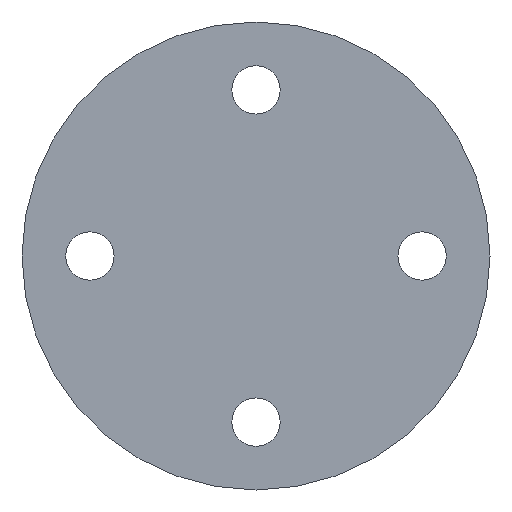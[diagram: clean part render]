
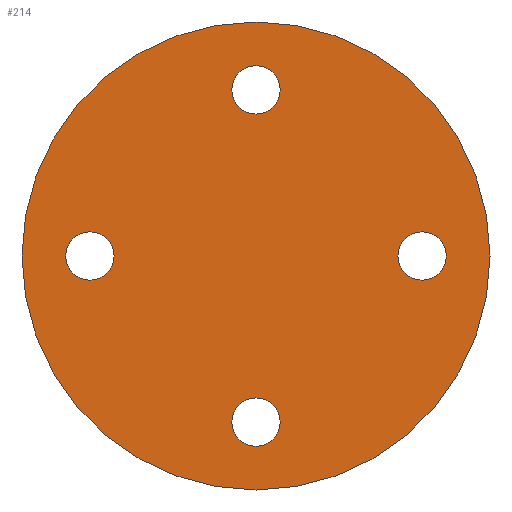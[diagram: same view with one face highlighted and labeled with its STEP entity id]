
A CAD part, left-side view. The second image highlights one B-rep face of the part: STEP entity #214.
In plain terms, the highlighted planar face has unit normal (-1, 0, 0).
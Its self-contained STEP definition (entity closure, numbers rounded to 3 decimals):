
#20=FACE_BOUND('',#64,.T.);
#21=FACE_BOUND('',#65,.T.);
#22=FACE_BOUND('',#66,.T.);
#23=FACE_BOUND('',#67,.T.);
#26=PLANE('',#266);
#45=FACE_OUTER_BOUND('',#63,.T.);
#63=EDGE_LOOP('',(#193));
#64=EDGE_LOOP('',(#194));
#65=EDGE_LOOP('',(#195));
#66=EDGE_LOOP('',(#196));
#67=EDGE_LOOP('',(#197));
#90=CIRCLE('',#242,1.6);
#93=CIRCLE('',#247,1.6);
#96=CIRCLE('',#252,1.6);
#99=CIRCLE('',#257,1.6);
#103=CIRCLE('',#264,15.5);
#106=VERTEX_POINT('',#345);
#109=VERTEX_POINT('',#355);
#112=VERTEX_POINT('',#365);
#115=VERTEX_POINT('',#375);
#119=VERTEX_POINT('',#388);
#124=EDGE_CURVE('',#106,#106,#90,.T.);
#129=EDGE_CURVE('',#109,#109,#93,.T.);
#134=EDGE_CURVE('',#112,#112,#96,.T.);
#139=EDGE_CURVE('',#115,#115,#99,.T.);
#145=EDGE_CURVE('',#119,#119,#103,.T.);
#193=ORIENTED_EDGE('',*,*,#145,.F.);
#194=ORIENTED_EDGE('',*,*,#124,.T.);
#195=ORIENTED_EDGE('',*,*,#129,.T.);
#196=ORIENTED_EDGE('',*,*,#134,.T.);
#197=ORIENTED_EDGE('',*,*,#139,.T.);
#214=ADVANCED_FACE('',(#45,#20,#21,#22,#23),#26,.F.);
#242=AXIS2_PLACEMENT_3D('',#347,#279,#280);
#247=AXIS2_PLACEMENT_3D('',#357,#291,#292);
#252=AXIS2_PLACEMENT_3D('',#367,#303,#304);
#257=AXIS2_PLACEMENT_3D('',#377,#315,#316);
#264=AXIS2_PLACEMENT_3D('',#390,#331,#332);
#266=AXIS2_PLACEMENT_3D('',#392,#335,#336);
#279=DIRECTION('center_axis',(1.,0.,0.));
#280=DIRECTION('ref_axis',(0.,-1.,0.));
#291=DIRECTION('center_axis',(1.,0.,0.));
#292=DIRECTION('ref_axis',(0.,0.,1.));
#303=DIRECTION('center_axis',(1.,0.,0.));
#304=DIRECTION('ref_axis',(0.,1.,0.));
#315=DIRECTION('center_axis',(1.,0.,0.));
#316=DIRECTION('ref_axis',(0.,0.,-1.));
#331=DIRECTION('center_axis',(1.,0.,0.));
#332=DIRECTION('ref_axis',(0.,1.,0.));
#335=DIRECTION('center_axis',(1.,0.,0.));
#336=DIRECTION('ref_axis',(0.,0.,-1.));
#345=CARTESIAN_POINT('',(0.,1.6,-11.));
#347=CARTESIAN_POINT('Origin',(0.,0.,-11.));
#355=CARTESIAN_POINT('',(0.,-11.,-1.6));
#357=CARTESIAN_POINT('Origin',(0.,-11.,0.));
#365=CARTESIAN_POINT('',(0.,-1.6,11.));
#367=CARTESIAN_POINT('Origin',(0.,0.,11.));
#375=CARTESIAN_POINT('',(0.,11.,1.6));
#377=CARTESIAN_POINT('Origin',(0.,11.,0.));
#388=CARTESIAN_POINT('',(0.,-15.5,0.));
#390=CARTESIAN_POINT('Origin',(0.,0.,0.));
#392=CARTESIAN_POINT('Origin',(0.,0.,0.));
